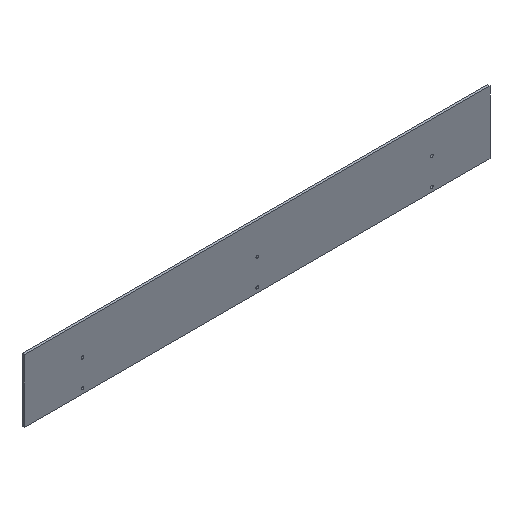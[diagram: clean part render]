
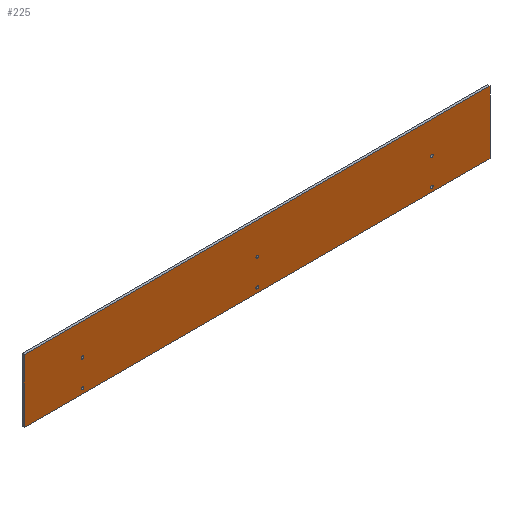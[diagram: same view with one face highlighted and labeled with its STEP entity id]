
A CAD part, isometric view. The second image highlights one B-rep face of the part: STEP entity #225.
In plain terms, the highlighted planar face has unit normal (0, -1, 0).
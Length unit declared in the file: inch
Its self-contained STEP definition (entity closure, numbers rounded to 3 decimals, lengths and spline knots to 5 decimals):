
#17=LINE('',#371,#29);
#21=LINE('',#378,#33);
#24=LINE('',#384,#36);
#26=LINE('',#387,#38);
#29=VECTOR('',#313,39.37008);
#33=VECTOR('',#319,39.37008);
#36=VECTOR('',#324,39.37008);
#38=VECTOR('',#328,39.37008);
#43=PLANE('',#269);
#51=FACE_BOUND('',#92,.T.);
#52=FACE_BOUND('',#93,.T.);
#53=FACE_BOUND('',#94,.T.);
#54=FACE_BOUND('',#95,.T.);
#55=FACE_BOUND('',#96,.T.);
#56=FACE_BOUND('',#97,.T.);
#73=FACE_OUTER_BOUND('',#91,.T.);
#91=EDGE_LOOP('',(#189,#190,#191,#192));
#92=EDGE_LOOP('',(#193));
#93=EDGE_LOOP('',(#194));
#94=EDGE_LOOP('',(#195));
#95=EDGE_LOOP('',(#196));
#96=EDGE_LOOP('',(#197));
#97=EDGE_LOOP('',(#198));
#106=CIRCLE('',#249,0.1325);
#108=CIRCLE('',#252,0.1325);
#110=CIRCLE('',#255,0.1325);
#112=CIRCLE('',#258,0.1325);
#114=CIRCLE('',#261,0.1325);
#116=CIRCLE('',#264,0.1325);
#118=VERTEX_POINT('',#337);
#120=VERTEX_POINT('',#342);
#122=VERTEX_POINT('',#347);
#124=VERTEX_POINT('',#352);
#126=VERTEX_POINT('',#357);
#128=VERTEX_POINT('',#362);
#131=VERTEX_POINT('',#368);
#132=VERTEX_POINT('',#370);
#134=VERTEX_POINT('',#376);
#136=VERTEX_POINT('',#382);
#138=EDGE_CURVE('',#118,#118,#106,.T.);
#140=EDGE_CURVE('',#120,#120,#108,.T.);
#142=EDGE_CURVE('',#122,#122,#110,.T.);
#144=EDGE_CURVE('',#124,#124,#112,.T.);
#146=EDGE_CURVE('',#126,#126,#114,.T.);
#148=EDGE_CURVE('',#128,#128,#116,.T.);
#151=EDGE_CURVE('',#131,#132,#17,.T.);
#155=EDGE_CURVE('',#131,#134,#21,.T.);
#158=EDGE_CURVE('',#134,#136,#24,.T.);
#160=EDGE_CURVE('',#132,#136,#26,.T.);
#189=ORIENTED_EDGE('',*,*,#151,.F.);
#190=ORIENTED_EDGE('',*,*,#155,.T.);
#191=ORIENTED_EDGE('',*,*,#158,.T.);
#192=ORIENTED_EDGE('',*,*,#160,.F.);
#193=ORIENTED_EDGE('',*,*,#138,.F.);
#194=ORIENTED_EDGE('',*,*,#140,.F.);
#195=ORIENTED_EDGE('',*,*,#142,.F.);
#196=ORIENTED_EDGE('',*,*,#144,.F.);
#197=ORIENTED_EDGE('',*,*,#146,.F.);
#198=ORIENTED_EDGE('',*,*,#148,.F.);
#225=ADVANCED_FACE('',(#73,#51,#52,#53,#54,#55,#56),#43,.T.);
#249=AXIS2_PLACEMENT_3D('',#338,#277,#278);
#252=AXIS2_PLACEMENT_3D('',#343,#283,#284);
#255=AXIS2_PLACEMENT_3D('',#348,#289,#290);
#258=AXIS2_PLACEMENT_3D('',#353,#295,#296);
#261=AXIS2_PLACEMENT_3D('',#358,#301,#302);
#264=AXIS2_PLACEMENT_3D('',#363,#307,#308);
#269=AXIS2_PLACEMENT_3D('',#388,#329,#330);
#277=DIRECTION('center_axis',(0.,-1.,0.));
#278=DIRECTION('ref_axis',(0.,0.,-1.));
#283=DIRECTION('center_axis',(0.,-1.,0.));
#284=DIRECTION('ref_axis',(0.,0.,-1.));
#289=DIRECTION('center_axis',(0.,-1.,0.));
#290=DIRECTION('ref_axis',(0.,0.,-1.));
#295=DIRECTION('center_axis',(0.,-1.,0.));
#296=DIRECTION('ref_axis',(0.,0.,-1.));
#301=DIRECTION('center_axis',(0.,-1.,0.));
#302=DIRECTION('ref_axis',(0.,0.,-1.));
#307=DIRECTION('center_axis',(0.,-1.,0.));
#308=DIRECTION('ref_axis',(0.,0.,-1.));
#313=DIRECTION('',(1.,0.,0.));
#319=DIRECTION('',(0.,0.,-1.));
#324=DIRECTION('',(1.,0.,0.));
#328=DIRECTION('',(0.,0.,-1.));
#329=DIRECTION('center_axis',(0.,-1.,0.));
#330=DIRECTION('ref_axis',(1.,0.,0.));
#337=CARTESIAN_POINT('',(42.,-0.25,-59.46621));
#338=CARTESIAN_POINT('Origin',(42.,-0.25,-59.33371));
#342=CARTESIAN_POINT('',(42.,-0.25,-62.21621));
#343=CARTESIAN_POINT('Origin',(42.,-0.25,-62.08371));
#347=CARTESIAN_POINT('',(6.,-0.25,-62.21621));
#348=CARTESIAN_POINT('Origin',(6.,-0.25,-62.08371));
#352=CARTESIAN_POINT('',(6.,-0.25,-59.46621));
#353=CARTESIAN_POINT('Origin',(6.,-0.25,-59.33371));
#357=CARTESIAN_POINT('',(24.,-0.25,-62.21621));
#358=CARTESIAN_POINT('Origin',(24.,-0.25,-62.08371));
#362=CARTESIAN_POINT('',(24.,-0.25,-59.46621));
#363=CARTESIAN_POINT('Origin',(24.,-0.25,-59.33371));
#368=CARTESIAN_POINT('',(0.,-0.25,-56.08371));
#370=CARTESIAN_POINT('',(48.,-0.25,-56.08371));
#371=CARTESIAN_POINT('',(24.,-0.25,-56.08371));
#376=CARTESIAN_POINT('',(0.,-0.25,-62.58371));
#378=CARTESIAN_POINT('',(0.,-0.25,-59.33371));
#382=CARTESIAN_POINT('',(48.,-0.25,-62.58371));
#384=CARTESIAN_POINT('',(24.,-0.25,-62.58371));
#387=CARTESIAN_POINT('',(48.,-0.25,-59.33371));
#388=CARTESIAN_POINT('Origin',(24.,-0.25,-59.33371));
